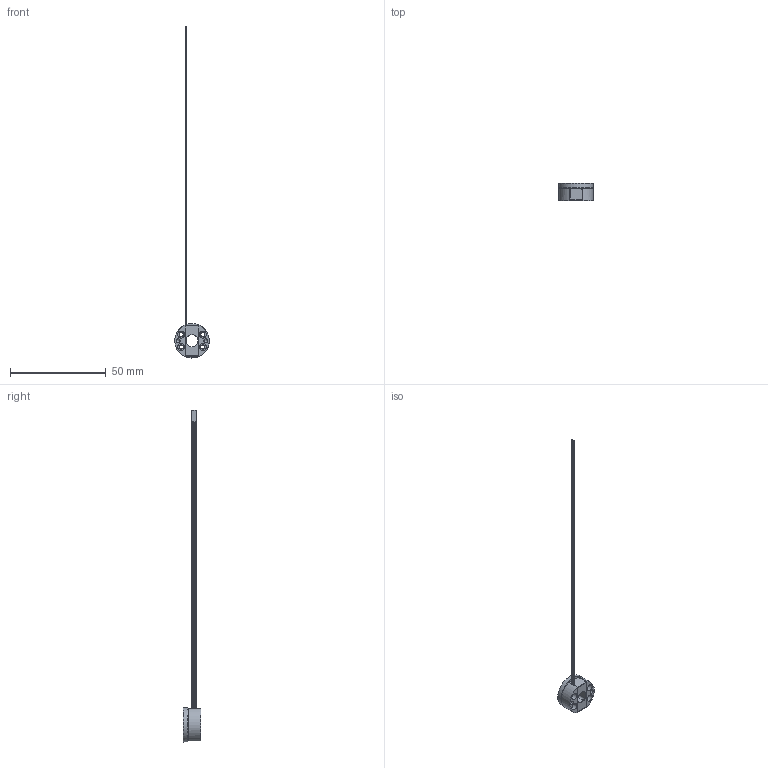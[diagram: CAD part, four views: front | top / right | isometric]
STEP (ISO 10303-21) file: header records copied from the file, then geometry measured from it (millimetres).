
FILE_DESCRIPTION(/* description */ (''),/* implementation_level */ '2;1');
FILE_NAME(/* name */ 'FUTEK-QSH01940.stp',/* time_stamp */ '2017-10-23T15:27:05-07:00',/* author */ ('richard'),/* organization */ (''),/* preprocessor_version */ 'ST-DEVELOPER v16.13',/* originating_system */ 'Autodesk Inventor 2018',/* authorisation */ '');
FILE_SCHEMA (('AUTOMOTIVE_DESIGN { 1 0 10303 214 3 1 1 }'));
Length unit declared in the file: inch
Products named in the file (1): QLA405_Shrinkwrap_1
Bounding box: 18 x 8.99 x 173.43 mm (x, y, z)
Volume: 1250.8 mm3; surface area: 3369.5 mm2
Topology: 1 solids, 1 shells, 146 faces, 424 edges, 280 vertices
Faces by surface type: plane 98, cylinder 46, cone 2
Full cylindrical faces by diameter (mm): 2.007 x4, 2.2 x4, 3.7 x8, 6.3 x1, 7.1 x1, 10.05 x1, 18 x1
Entity records: 4851 total; most frequent: CARTESIAN_POINT 817, DIRECTION 782, ORIENTED_EDGE 772, EDGE_CURVE 386, LINE 276, VECTOR 276, VERTEX_POINT 264, AXIS2_PLACEMENT_3D 253
